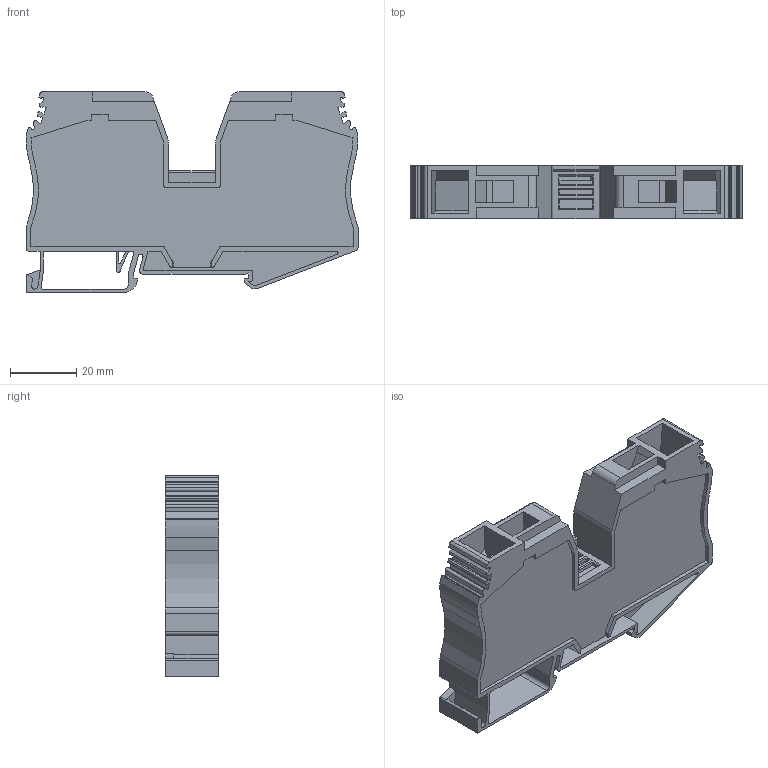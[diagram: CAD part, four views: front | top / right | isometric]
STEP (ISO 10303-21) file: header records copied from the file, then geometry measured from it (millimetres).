
FILE_DESCRIPTION(/* description */ ('Unknown'),/* implementation_level */ '2;1');
FILE_NAME(/* name */ 'DST35',/* time_stamp */ '2016-12-26T13:44:05+05:00',/* author */ ('Unknown'),/* organization */ ('Unknown'),/* preprocessor_version */ 'ST-DEVELOPER v16',/* originating_system */ 'DEX',/* authorisation */ $);
FILE_SCHEMA (('AUTOMOTIVE_DESIGN {1 0 10303 214 3 1 1}'));
Length unit declared in the file: millimetre
Products named in the file (1): 6DST35H
Bounding box: 100 x 16 x 60.5 mm (x, y, z)
Volume: 61730.9 mm3; surface area: 22829.2 mm2
Topology: 1 solids, 2 shells, 359 faces, 1012 edges, 671 vertices
Faces by surface type: plane 265, cylinder 94
Full cylindrical faces by diameter (mm): 3 x2
Entity records: 11535 total; most frequent: CARTESIAN_POINT 2037, ORIENTED_EDGE 2016, DIRECTION 1917, EDGE_CURVE 1008, LINE 819, VECTOR 819, VERTEX_POINT 669, AXIS2_PLACEMENT_3D 549
